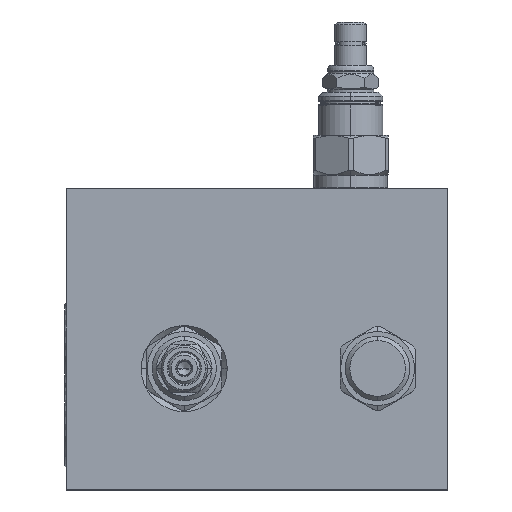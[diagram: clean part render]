
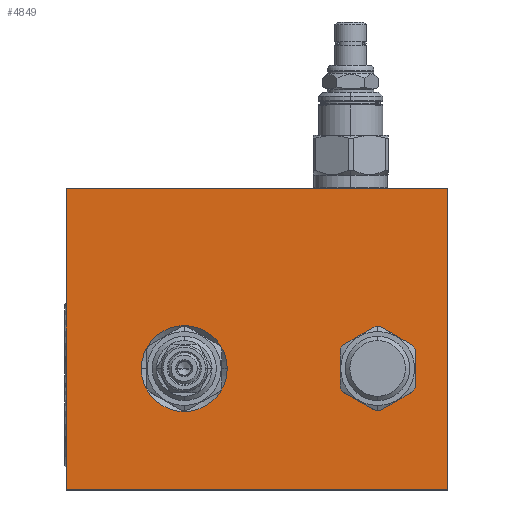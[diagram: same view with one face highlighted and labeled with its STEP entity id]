
A CAD part, top view. The second image highlights one B-rep face of the part: STEP entity #4849.
In plain terms, the highlighted planar face has unit normal (0, 0, 1).
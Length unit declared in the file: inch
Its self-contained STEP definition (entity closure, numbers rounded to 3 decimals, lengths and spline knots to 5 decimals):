
#163=DIRECTION('',(0.,-1.,0.));
#164=VECTOR('',#163,3.5);
#165=CARTESIAN_POINT('',(0.,0.,3.875));
#166=LINE('',#165,#164);
#167=DIRECTION('',(-1.,0.,0.));
#168=VECTOR('',#167,4.438);
#169=CARTESIAN_POINT('',(4.438,0.,3.875));
#170=LINE('',#169,#168);
#171=DIRECTION('',(0.,1.,0.));
#172=VECTOR('',#171,3.5);
#173=CARTESIAN_POINT('',(4.438,-3.5,3.875));
#174=LINE('',#173,#172);
#175=DIRECTION('',(1.,0.,0.));
#176=VECTOR('',#175,4.438);
#177=CARTESIAN_POINT('',(0.,-3.5,3.875));
#178=LINE('',#177,#176);
#179=CARTESIAN_POINT('',(1.375,-2.094,3.875));
#180=DIRECTION('',(0.,0.,-1.));
#181=DIRECTION('',(-1.,0.,0.));
#182=AXIS2_PLACEMENT_3D('',#179,#180,#181);
#184=CARTESIAN_POINT('',(1.375,-2.094,3.875));
#185=DIRECTION('',(0.,0.,-1.));
#186=DIRECTION('',(1.,0.,0.));
#187=AXIS2_PLACEMENT_3D('',#184,#185,#186);
#189=CARTESIAN_POINT('',(3.625,-2.094,3.875));
#190=DIRECTION('',(0.,0.,-1.));
#191=DIRECTION('',(-1.,0.,0.));
#192=AXIS2_PLACEMENT_3D('',#189,#190,#191);
#194=CARTESIAN_POINT('',(3.625,-2.094,3.875));
#195=DIRECTION('',(0.,0.,-1.));
#196=DIRECTION('',(1.,0.,0.));
#197=AXIS2_PLACEMENT_3D('',#194,#195,#196);
#4139=CARTESIAN_POINT('',(0.,0.,3.875));
#4140=CARTESIAN_POINT('',(0.,-3.5,3.875));
#4141=VERTEX_POINT('',#4139);
#4142=VERTEX_POINT('',#4140);
#4143=CARTESIAN_POINT('',(4.438,-3.5,3.875));
#4144=VERTEX_POINT('',#4143);
#4145=CARTESIAN_POINT('',(4.438,0.,3.875));
#4146=VERTEX_POINT('',#4145);
#4559=CARTESIAN_POINT('',(0.875,-2.094,3.875));
#4560=VERTEX_POINT('',#4559);
#4561=CARTESIAN_POINT('',(1.875,-2.094,3.875));
#4562=VERTEX_POINT('',#4561);
#4619=CARTESIAN_POINT('',(3.1945,-2.094,3.875));
#4620=CARTESIAN_POINT('',(4.0555,-2.094,3.875));
#4621=VERTEX_POINT('',#4619);
#4622=VERTEX_POINT('',#4620);
#4826=CARTESIAN_POINT('',(0.,0.,3.875));
#4827=DIRECTION('',(0.,0.,1.));
#4828=DIRECTION('',(1.,0.,0.));
#4829=AXIS2_PLACEMENT_3D('',#4826,#4827,#4828);
#4830=PLANE('',#4829);
#4831=ORIENTED_EDGE('',*,*,#4706,.F.);
#4832=ORIENTED_EDGE('',*,*,#4751,.F.);
#4833=ORIENTED_EDGE('',*,*,#4783,.F.);
#4834=ORIENTED_EDGE('',*,*,#4820,.F.);
#4835=EDGE_LOOP('',(#4831,#4832,#4833,#4834));
#4836=FACE_OUTER_BOUND('',#4835,.F.);
#4838=ORIENTED_EDGE('',*,*,#4837,.F.);
#4840=ORIENTED_EDGE('',*,*,#4839,.F.);
#4841=EDGE_LOOP('',(#4838,#4840));
#4842=FACE_BOUND('',#4841,.F.);
#4844=ORIENTED_EDGE('',*,*,#4843,.F.);
#4846=ORIENTED_EDGE('',*,*,#4845,.F.);
#4847=EDGE_LOOP('',(#4844,#4846));
#4848=FACE_BOUND('',#4847,.F.);
#4849=ADVANCED_FACE('',(#4836,#4842,#4848),#4830,.T.);
#183=CIRCLE('',#182,0.5);
#188=CIRCLE('',#187,0.5);
#193=CIRCLE('',#192,0.4305);
#198=CIRCLE('',#197,0.4305);
#4706=EDGE_CURVE('',#4141,#4142,#166,.T.);
#4751=EDGE_CURVE('',#4146,#4141,#170,.T.);
#4783=EDGE_CURVE('',#4144,#4146,#174,.T.);
#4820=EDGE_CURVE('',#4142,#4144,#178,.T.);
#4837=EDGE_CURVE('',#4560,#4562,#183,.T.);
#4839=EDGE_CURVE('',#4562,#4560,#188,.T.);
#4843=EDGE_CURVE('',#4621,#4622,#193,.T.);
#4845=EDGE_CURVE('',#4622,#4621,#198,.T.);
